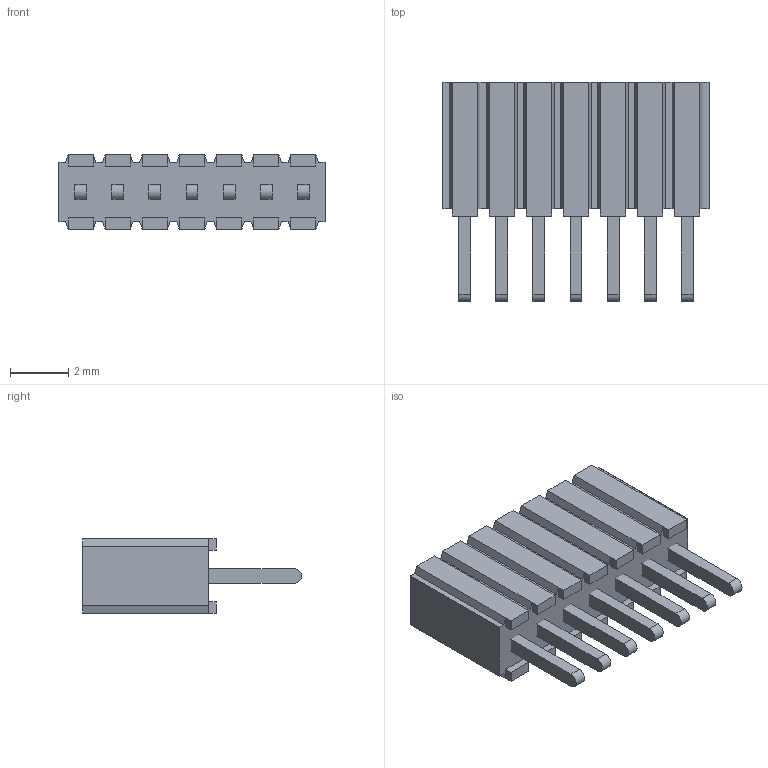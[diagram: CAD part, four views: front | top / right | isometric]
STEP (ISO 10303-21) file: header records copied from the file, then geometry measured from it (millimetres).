
FILE_DESCRIPTION(/* description */ ('STEP AP214'),/* implementation_level */ '2;1');
FILE_NAME(/* name */ 'SLM-107-01-G-S',/* time_stamp */ '2023-05-12T08:56:01+02:00',/* author */ ('License CC BY-ND 4.0'),/* organization */ ('CADENAS'),/* preprocessor_version */ 'ST-DEVELOPER v19.3',/* originating_system */ 'PARTsolutions',/* authorisation */ ' ');
FILE_SCHEMA (('AUTOMOTIVE_DESIGN {1 0 10303 214 3 1 1}'));
Length unit declared in the file: inch
Products named in the file (3): SLM-107-01-G-S; C-29-01-07-S; SLM-107-01-S_socket
Assembly tree (2 placements, depth 2):
  SLM-107-01-G-S
    C-29-01-07-S
    SLM-107-01-S_socket
Bounding box: 9.12 x 7.49 x 2.54 mm (x, y, z)
Volume: 86.8 mm3; surface area: 403.3 mm2
Topology: 2 solids, 2 shells, 268 faces, 722 edges, 472 vertices
Faces by surface type: plane 261, cylinder 7
Entity records: 8274 total; most frequent: CARTESIAN_POINT 1465, ORIENTED_EDGE 1444, DIRECTION 1278, EDGE_CURVE 722, LINE 708, VECTOR 708, VERTEX_POINT 472, AXIS2_PLACEMENT_3D 285
